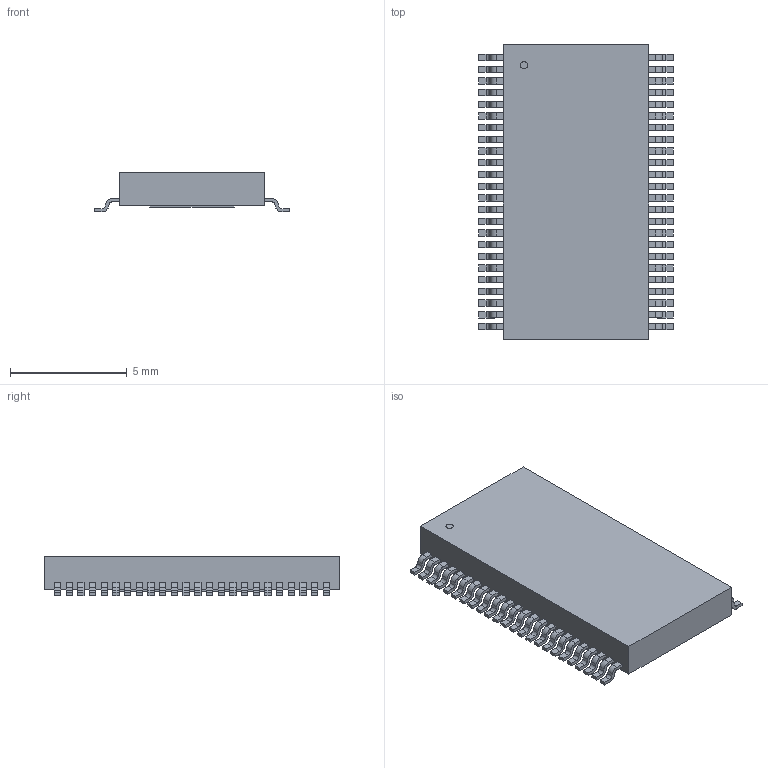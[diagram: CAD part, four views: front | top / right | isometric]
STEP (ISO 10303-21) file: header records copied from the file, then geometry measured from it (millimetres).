
FILE_DESCRIPTION(('STEP AP214'),'1');
FILE_NAME('DCA48_6P4X3P6','2024-09-14T08:16:19',(''),(''),'','','');
FILE_SCHEMA(('AUTOMOTIVE_DESIGN'));
Length unit declared in the file: millimetre
Products named in the file (1): product
Bounding box: 8.3 x 12.6 x 1.7 mm (x, y, z)
Volume: 116.7 mm3; surface area: 312.5 mm2
Topology: 51 solids, 51 shells, 687 faces, 1755 edges, 1170 vertices
Faces by surface type: plane 494, cylinder 193
Full cylindrical faces by diameter (mm): 0.31 x1
Entity records: 19909 total; most frequent: DIRECTION 3518, ORIENTED_EDGE 3508, CARTESIAN_POINT 2053, EDGE_CURVE 1754, LINE 1368, VECTOR 1368, VERTEX_POINT 1170, AXIS2_PLACEMENT_3D 1075
